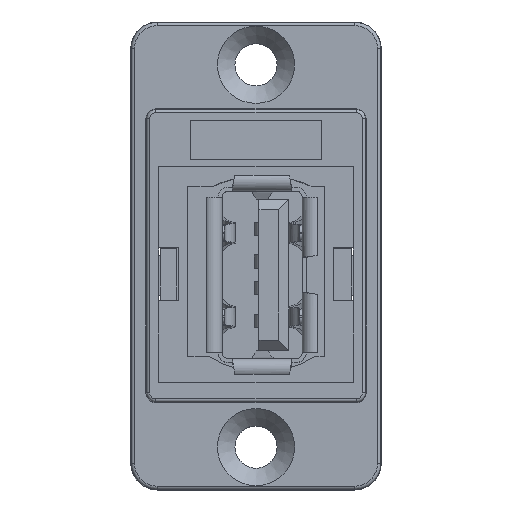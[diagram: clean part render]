
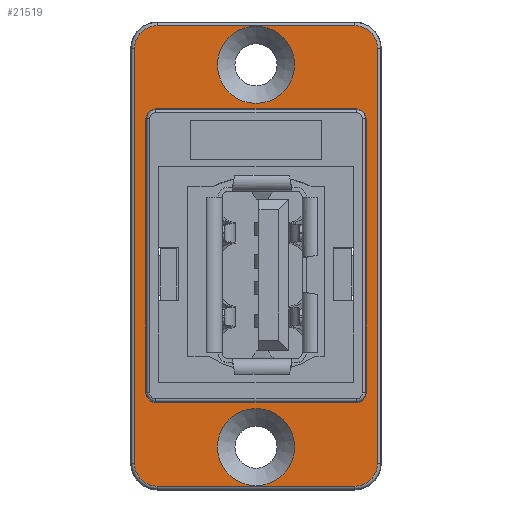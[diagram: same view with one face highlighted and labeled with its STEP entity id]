
A CAD part, top view. The second image highlights one B-rep face of the part: STEP entity #21519.
In plain terms, the highlighted planar face has unit normal (0, 0, 1).
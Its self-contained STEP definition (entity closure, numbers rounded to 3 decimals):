
#752=FACE_BOUND('',#2803,.T.);
#753=FACE_BOUND('',#2804,.T.);
#754=FACE_BOUND('',#2805,.T.);
#920=CIRCLE('',#22704,0.75);
#921=CIRCLE('',#22707,0.75);
#925=CIRCLE('',#22714,1.714);
#929=CIRCLE('',#22720,1.714);
#933=CIRCLE('',#22726,1.714);
#937=CIRCLE('',#22732,1.714);
#940=CIRCLE('',#22740,0.75);
#941=CIRCLE('',#22741,0.75);
#942=CIRCLE('',#22742,2.925);
#943=CIRCLE('',#22743,2.925);
#1739=FACE_OUTER_BOUND('',#2802,.T.);
#2802=EDGE_LOOP('',(#17969,#17970,#17971,#17972,#17973,#17974,#17975,#17976));
#2803=EDGE_LOOP('',(#17977,#17978,#17979,#17980,#17981,#17982,#17983,#17984));
#2804=EDGE_LOOP('',(#17985));
#2805=EDGE_LOOP('',(#17986));
#5121=LINE('',#33481,#7825);
#5124=LINE('',#33489,#7828);
#5126=LINE('',#33498,#7830);
#5127=LINE('',#33509,#7831);
#5129=LINE('',#33521,#7833);
#5131=LINE('',#33533,#7835);
#5140=LINE('',#33558,#7844);
#5141=LINE('',#33562,#7845);
#7825=VECTOR('',#26708,10.);
#7828=VECTOR('',#26717,10.);
#7830=VECTOR('',#26725,10.);
#7831=VECTOR('',#26738,10.);
#7833=VECTOR('',#26752,10.);
#7835=VECTOR('',#26766,10.);
#7844=VECTOR('',#26795,10.);
#7845=VECTOR('',#26798,10.);
#9993=VERTEX_POINT('',#33473);
#9994=VERTEX_POINT('',#33475);
#9995=VERTEX_POINT('',#33479);
#9996=VERTEX_POINT('',#33483);
#9997=VERTEX_POINT('',#33487);
#9998=VERTEX_POINT('',#33491);
#10001=VERTEX_POINT('',#33496);
#10003=VERTEX_POINT('',#33501);
#10005=VERTEX_POINT('',#33507);
#10007=VERTEX_POINT('',#33513);
#10009=VERTEX_POINT('',#33519);
#10011=VERTEX_POINT('',#33525);
#10013=VERTEX_POINT('',#33531);
#10019=VERTEX_POINT('',#33557);
#10020=VERTEX_POINT('',#33559);
#10021=VERTEX_POINT('',#33561);
#10022=VERTEX_POINT('',#33564);
#10023=VERTEX_POINT('',#33566);
#12740=EDGE_CURVE('',#9993,#9994,#920,.F.);
#12743=EDGE_CURVE('',#9995,#9993,#5121,.T.);
#12745=EDGE_CURVE('',#9996,#9995,#921,.F.);
#12747=EDGE_CURVE('',#9997,#9996,#5124,.T.);
#12751=EDGE_CURVE('',#10001,#9998,#5126,.T.);
#12753=EDGE_CURVE('',#10003,#10001,#925,.T.);
#12756=EDGE_CURVE('',#10005,#10003,#5127,.T.);
#12759=EDGE_CURVE('',#10007,#10005,#929,.T.);
#12762=EDGE_CURVE('',#10009,#10007,#5129,.T.);
#12765=EDGE_CURVE('',#10011,#10009,#933,.T.);
#12768=EDGE_CURVE('',#10013,#10011,#5131,.T.);
#12771=EDGE_CURVE('',#9998,#10013,#937,.T.);
#12781=EDGE_CURVE('',#9994,#10019,#5140,.T.);
#12782=EDGE_CURVE('',#10020,#9997,#940,.F.);
#12783=EDGE_CURVE('',#10021,#10020,#5141,.T.);
#12784=EDGE_CURVE('',#10019,#10021,#941,.F.);
#12785=EDGE_CURVE('',#10022,#10022,#942,.T.);
#12786=EDGE_CURVE('',#10023,#10023,#943,.T.);
#17969=ORIENTED_EDGE('',*,*,#12751,.F.);
#17970=ORIENTED_EDGE('',*,*,#12753,.F.);
#17971=ORIENTED_EDGE('',*,*,#12756,.F.);
#17972=ORIENTED_EDGE('',*,*,#12759,.F.);
#17973=ORIENTED_EDGE('',*,*,#12762,.F.);
#17974=ORIENTED_EDGE('',*,*,#12765,.F.);
#17975=ORIENTED_EDGE('',*,*,#12768,.F.);
#17976=ORIENTED_EDGE('',*,*,#12771,.F.);
#17977=ORIENTED_EDGE('',*,*,#12781,.F.);
#17978=ORIENTED_EDGE('',*,*,#12740,.F.);
#17979=ORIENTED_EDGE('',*,*,#12743,.F.);
#17980=ORIENTED_EDGE('',*,*,#12745,.F.);
#17981=ORIENTED_EDGE('',*,*,#12747,.F.);
#17982=ORIENTED_EDGE('',*,*,#12782,.F.);
#17983=ORIENTED_EDGE('',*,*,#12783,.F.);
#17984=ORIENTED_EDGE('',*,*,#12784,.F.);
#17985=ORIENTED_EDGE('',*,*,#12785,.T.);
#17986=ORIENTED_EDGE('',*,*,#12786,.T.);
#20603=PLANE('',#22739);
#21519=ADVANCED_FACE('',(#1739,#752,#753,#754),#20603,.T.);
#22704=AXIS2_PLACEMENT_3D('',#33476,#26702,#26703);
#22707=AXIS2_PLACEMENT_3D('',#33485,#26712,#26713);
#22714=AXIS2_PLACEMENT_3D('',#33503,#26730,#26731);
#22720=AXIS2_PLACEMENT_3D('',#33515,#26744,#26745);
#22726=AXIS2_PLACEMENT_3D('',#33527,#26758,#26759);
#22732=AXIS2_PLACEMENT_3D('',#33537,#26772,#26773);
#22739=AXIS2_PLACEMENT_3D('',#33556,#26793,#26794);
#22740=AXIS2_PLACEMENT_3D('',#33560,#26796,#26797);
#22741=AXIS2_PLACEMENT_3D('',#33563,#26799,#26800);
#22742=AXIS2_PLACEMENT_3D('',#33565,#26801,#26802);
#22743=AXIS2_PLACEMENT_3D('',#33567,#26803,#26804);
#26702=DIRECTION('center_axis',(0.,0.,
-1.));
#26703=DIRECTION('ref_axis',(0.707,0.707,0.));
#26708=DIRECTION('',(0.,1.,0.));
#26712=DIRECTION('center_axis',(0.,0.,
-1.));
#26713=DIRECTION('ref_axis',(0.707,-0.707,0.));
#26717=DIRECTION('',(1.,0.,0.));
#26725=DIRECTION('',(-1.,0.,0.));
#26730=DIRECTION('center_axis',(0.,0.,
-1.));
#26731=DIRECTION('ref_axis',(0.707,-0.707,0.));
#26738=DIRECTION('',(0.,-1.,0.));
#26744=DIRECTION('center_axis',(0.,0.,
-1.));
#26745=DIRECTION('ref_axis',(0.707,0.707,0.));
#26752=DIRECTION('',(1.,0.,0.));
#26758=DIRECTION('center_axis',(0.,0.,
-1.));
#26759=DIRECTION('ref_axis',(-0.707,0.707,0.));
#26766=DIRECTION('',(0.,1.,0.));
#26772=DIRECTION('center_axis',(0.,0.,
-1.));
#26773=DIRECTION('ref_axis',(-0.707,-0.707,0.));
#26793=DIRECTION('center_axis',(0.,0.,
1.));
#26794=DIRECTION('ref_axis',(0.,-1.,0.));
#26795=DIRECTION('',(-1.,0.,0.));
#26796=DIRECTION('center_axis',(0.,0.,
-1.));
#26797=DIRECTION('ref_axis',(-0.707,-0.707,0.));
#26798=DIRECTION('',(0.,-1.,0.));
#26799=DIRECTION('center_axis',(0.,0.,
-1.));
#26800=DIRECTION('ref_axis',(-0.707,0.707,0.));
#26801=DIRECTION('center_axis',(0.,0.,
-1.));
#26802=DIRECTION('ref_axis',(0.,-1.,0.));
#26803=DIRECTION('center_axis',(0.,0.,
-1.));
#26804=DIRECTION('ref_axis',(0.,-1.,0.));
#33473=CARTESIAN_POINT('',(8.35,10.4,-2.8));
#33475=CARTESIAN_POINT('',(7.6,11.15,-2.8));
#33476=CARTESIAN_POINT('Origin',(7.6,10.4,-2.8));
#33479=CARTESIAN_POINT('',(8.35,-10.4,-2.8));
#33481=CARTESIAN_POINT('',(8.35,5.575,-2.8));
#33483=CARTESIAN_POINT('',(7.6,-11.15,-2.8));
#33485=CARTESIAN_POINT('Origin',(7.6,-10.4,-2.8));
#33487=CARTESIAN_POINT('',(-7.6,-11.15,-2.8));
#33489=CARTESIAN_POINT('',(4.175,-11.15,-2.8));
#33491=CARTESIAN_POINT('',(-7.5,-17.464,-2.8));
#33496=CARTESIAN_POINT('',(7.5,-17.464,-2.8));
#33498=CARTESIAN_POINT('',(4.75,-17.464,-2.8));
#33501=CARTESIAN_POINT('',(9.214,-15.75,-2.8));
#33503=CARTESIAN_POINT('Origin',(7.5,-15.75,-2.8));
#33507=CARTESIAN_POINT('',(9.214,15.75,-2.8));
#33509=CARTESIAN_POINT('',(9.214,8.875,-2.8));
#33513=CARTESIAN_POINT('',(7.5,17.464,-2.8));
#33515=CARTESIAN_POINT('Origin',(7.5,15.75,-2.8));
#33519=CARTESIAN_POINT('',(-7.5,17.464,-2.8));
#33521=CARTESIAN_POINT('',(-4.75,17.464,-2.8));
#33525=CARTESIAN_POINT('',(-9.214,15.75,-2.8));
#33527=CARTESIAN_POINT('Origin',(-7.5,15.75,-2.8));
#33531=CARTESIAN_POINT('',(-9.214,-15.75,-2.8));
#33533=CARTESIAN_POINT('',(-9.214,-8.875,-2.8));
#33537=CARTESIAN_POINT('Origin',(-7.5,-15.75,-2.8));
#33556=CARTESIAN_POINT('Origin',(0.,0.,
-2.8));
#33557=CARTESIAN_POINT('',(-7.6,11.15,-2.8));
#33558=CARTESIAN_POINT('',(-4.175,11.15,-2.8));
#33559=CARTESIAN_POINT('',(-8.35,-10.4,-2.8));
#33560=CARTESIAN_POINT('Origin',(-7.6,-10.4,-2.8));
#33561=CARTESIAN_POINT('',(-8.35,10.4,-2.8));
#33562=CARTESIAN_POINT('',(-8.35,-5.575,-2.8));
#33563=CARTESIAN_POINT('Origin',(-7.6,10.4,-2.8));
#33564=CARTESIAN_POINT('',(0.,17.425,-2.8));
#33565=CARTESIAN_POINT('Origin',(0.,14.5,-2.8));
#33566=CARTESIAN_POINT('',(0.,-11.575,-2.8));
#33567=CARTESIAN_POINT('Origin',(0.,-14.5,-2.8));
